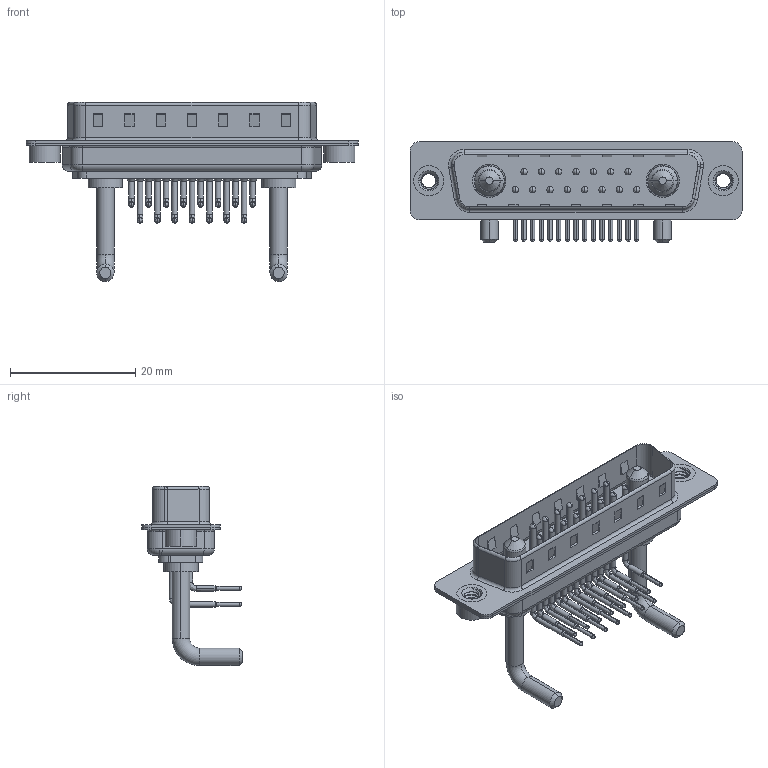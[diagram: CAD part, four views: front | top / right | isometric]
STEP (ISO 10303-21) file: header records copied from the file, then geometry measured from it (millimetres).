
FILE_DESCRIPTION (( 'STEP AP203' ), '1' );
FILE_NAME ('629-17W2250-2TA.STEP', '2022-05-10T13:10:01', ( '' ), ( '' ), 'SwSTEP 2.0', 'SolidWorks 2020', '' );
FILE_SCHEMA (( 'CONFIG_CONTROL_DESIGN' ));
Length unit declared in the file: millimetre
Products named in the file (8): 629Combo Threaded Rivet_2; 629Combo Shell Front_25 Contacts; 629Combo Contact Row 2; 629Combo Housing_17W2; 629-17W2250-2TA; 629Combo Contact Row 1; Power Pin_Ext 20A RA; 629Combo Shell Rear_25 Contacts
Assembly tree (22 placements, depth 2):
  629-17W2250-2TA
    629Combo Housing_17W2
    629Combo Shell Rear_25 Contacts
    629Combo Shell Front_25 Contacts
    629Combo Threaded Rivet_2  x2
    Power Pin_Ext 20A RA  x2
    629Combo Contact Row 1  x7
    629Combo Contact Row 2  x8
Bounding box: 53.05 x 16.05 x 28.63 mm (x, y, z)
Volume: 3200.7 mm3; surface area: 7601.1 mm2
Topology: 24 solids, 24 shells, 2112 faces, 5805 edges, 3758 vertices
Faces by surface type: plane 1151, cylinder 719, bspline 98, cone 86, torus 58
Entity records: 24722 total; most frequent: CARTESIAN_POINT 5500, DIRECTION 3905, ORIENTED_EDGE 3652, EDGE_CURVE 1826, AXIS2_PLACEMENT_3D 1406, VERTEX_POINT 1176, LINE 1093, VECTOR 1093
